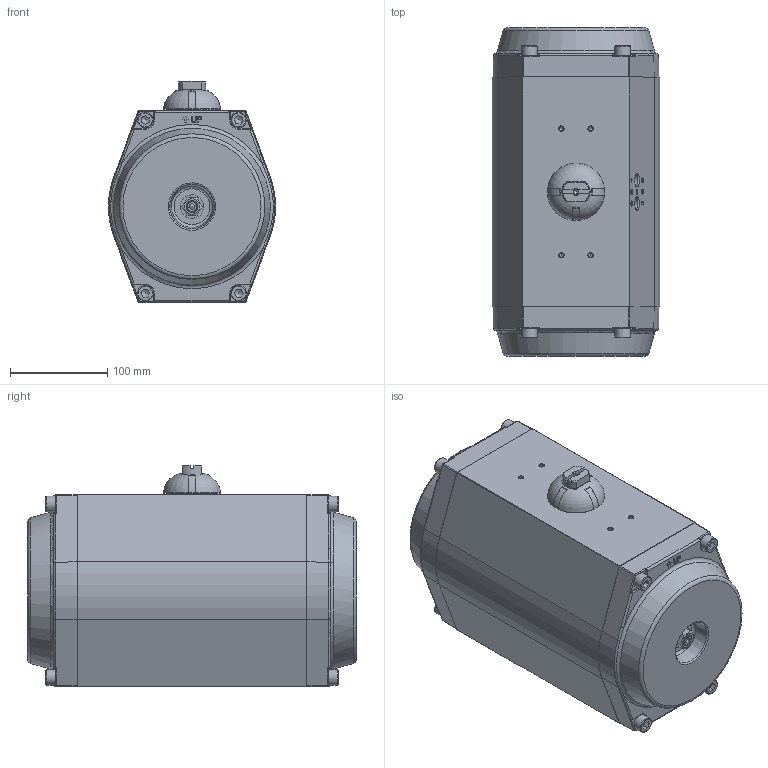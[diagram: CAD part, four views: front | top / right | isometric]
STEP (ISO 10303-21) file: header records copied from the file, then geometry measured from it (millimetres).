
FILE_DESCRIPTION(/* description */ ('Unknown'),/* implementation_level */ '2;1');
FILE_NAME(/* name */ 'GTA-143x90',/* time_stamp */ '2018-10-01T11:18:14+02:00',/* author */ ('Unknown'),/* organization */ ('Unknown'),/* preprocessor_version */ 'ST-DEVELOPER v16.7',/* originating_system */ 'DEX',/* authorisation */ $);
FILE_SCHEMA (('AUTOMOTIVE_DESIGN {1 0 10303 214 3 1 1}'));
Length unit declared in the file: millimetre
Products named in the file (1): GTA-143x90
Bounding box: 171.57 x 337 x 228 mm (x, y, z)
Surface area: 312659.8 mm2 (no closed solid volume)
Topology: 0 solids, 26 shells, 507 faces, 1525 edges, 989 vertices
Faces by surface type: plane 211, cylinder 133, cone 76, bspline 45, torus 34, sphere 8
Full cylindrical faces by diameter (mm): 4.134 x9, 4.917 x1, 6.2 x1, 6.5 x2, 8 x1, 8.376 x4, 10.106 x4, 11.445 x2, 12 x1, 16 x8, 24 x2, 28 x1, 29.3 x1, 36.5 x1, 50 x1, 52.7 x1, 53.3 x1
Entity records: 23686 total; most frequent: CARTESIAN_POINT 11075, DIRECTION 2391, ORIENTED_EDGE 2228, EDGE_CURVE 1315, VERTEX_POINT 943, AXIS2_PLACEMENT_3D 876, FACE_BOUND 701, EDGE_LOOP 674
